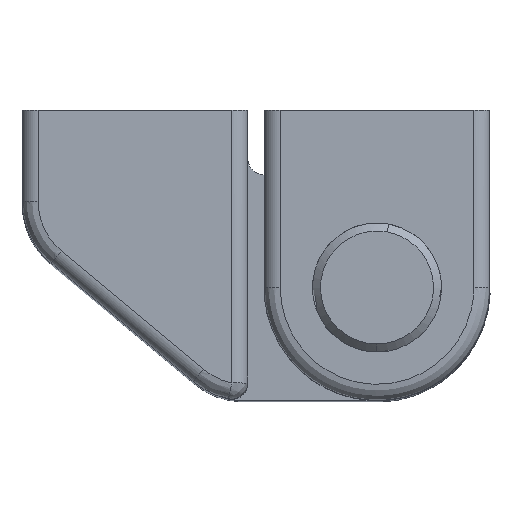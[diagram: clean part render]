
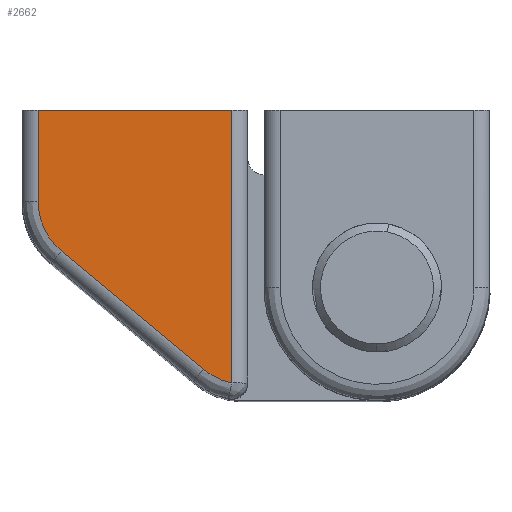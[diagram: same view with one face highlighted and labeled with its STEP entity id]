
A CAD part, top view. The second image highlights one B-rep face of the part: STEP entity #2662.
In plain terms, the highlighted free-form (B-spline) face has degree [1, 1] with [2, 2] control points.
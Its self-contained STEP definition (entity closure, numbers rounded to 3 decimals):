
#1651=CARTESIAN_POINT('',(-21.0,5.342,60.0));
#1652=VERTEX_POINT('',#1651);
#1666=CARTESIAN_POINT('',(-21.0,11.0,60.0));
#1667=VERTEX_POINT('',#1666);
#1668=CARTESIAN_POINT('',(-21.0,11.0,60.0));
#1669=CARTESIAN_POINT('',(-21.0,5.342,60.0));
#1670=QUASI_UNIFORM_CURVE('',1,(#1668,#1669),.UNSPECIFIED.,.F.,.U.);
#1671=EDGE_CURVE('',#1667,#1652,#1670,.T.);
#1715=CARTESIAN_POINT('',(-19.561,2.269,60.0));
#1716=VERTEX_POINT('',#1715);
#1730=CARTESIAN_POINT('',(-21.0,5.342,60.0));
#1731=CARTESIAN_POINT('',(-21.,3.468,60.));
#1732=CARTESIAN_POINT('',(-19.561,2.269,60.0));
#1740=(BOUNDED_CURVE()B_SPLINE_CURVE(2,(#1730,#1731,#1732),.UNSPECIFIED.,.F.,.U.)CURVE()GEOMETRIC_REPRESENTATION_ITEM()QUASI_UNIFORM_CURVE()RATIONAL_B_SPLINE_CURVE((1.0,0.906,1.0))REPRESENTATION_ITEM(''));
#1741=EDGE_CURVE('',#1652,#1716,#1740,.T.);
#1776=CARTESIAN_POINT('',(-10.754,-5.07,60.0));
#1777=VERTEX_POINT('',#1776);
#1793=CARTESIAN_POINT('',(-19.561,2.269,60.0));
#1794=CARTESIAN_POINT('',(-10.754,-5.07,60.0));
#1795=QUASI_UNIFORM_CURVE('',1,(#1793,#1794),.UNSPECIFIED.,.F.,.U.);
#1796=EDGE_CURVE('',#1716,#1777,#1795,.T.);
#1826=CARTESIAN_POINT('',(-9.0,-5.917,60.0));
#1827=VERTEX_POINT('',#1826);
#1841=CARTESIAN_POINT('',(-10.754,-5.07,60.0));
#1842=CARTESIAN_POINT('',(-9.983,-5.714,60.0));
#1843=CARTESIAN_POINT('',(-9.0,-5.917,60.0));
#1851=(BOUNDED_CURVE()B_SPLINE_CURVE(2,(#1841,#1842,#1843),.UNSPECIFIED.,.F.,.U.)CURVE()GEOMETRIC_REPRESENTATION_ITEM()QUASI_UNIFORM_CURVE()RATIONAL_B_SPLINE_CURVE((1.0,0.97,1.0))REPRESENTATION_ITEM(''));
#1852=EDGE_CURVE('',#1777,#1827,#1851,.T.);
#1951=CARTESIAN_POINT('',(-9.0,11.0,60.0));
#1952=VERTEX_POINT('',#1951);
#1966=CARTESIAN_POINT('',(-9.0,-5.917,60.0));
#1967=CARTESIAN_POINT('',(-9.0,11.0,60.0));
#1968=QUASI_UNIFORM_CURVE('',1,(#1966,#1967),.UNSPECIFIED.,.F.,.U.);
#1969=EDGE_CURVE('',#1827,#1952,#1968,.T.);
#2645=CARTESIAN_POINT('',(-21.599,-6.762,60.0));
#2646=CARTESIAN_POINT('',(-8.401,-6.762,60.0));
#2647=CARTESIAN_POINT('',(-21.599,11.845,60.0));
#2648=CARTESIAN_POINT('',(-8.401,11.845,60.0));
#2649=B_SPLINE_SURFACE_WITH_KNOTS('',1,1,((#2645,#2647),(#2646,#2648)),.UNSPECIFIED.,.F.,.F.,.U.,(2,2),(2,2),(0.0,13.199),(0.0,18.607),.UNSPECIFIED.);
#2650=CARTESIAN_POINT('',(-21.0,11.0,60.0));
#2651=CARTESIAN_POINT('',(-9.0,11.0,60.0));
#2652=QUASI_UNIFORM_CURVE('',1,(#2650,#2651),.UNSPECIFIED.,.F.,.U.);
#2653=EDGE_CURVE('',#1667,#1952,#2652,.T.);
#2654=ORIENTED_EDGE('',*,*,#2653,.F.);
#2655=ORIENTED_EDGE('',*,*,#1671,.T.);
#2656=ORIENTED_EDGE('',*,*,#1741,.T.);
#2657=ORIENTED_EDGE('',*,*,#1796,.T.);
#2658=ORIENTED_EDGE('',*,*,#1852,.T.);
#2659=ORIENTED_EDGE('',*,*,#1969,.T.);
#2660=EDGE_LOOP('',(#2654,#2655,#2656,#2657,#2658,#2659));
#2661=FACE_OUTER_BOUND('',#2660,.T.);
#2662=ADVANCED_FACE('',(#2661),#2649,.T.);
